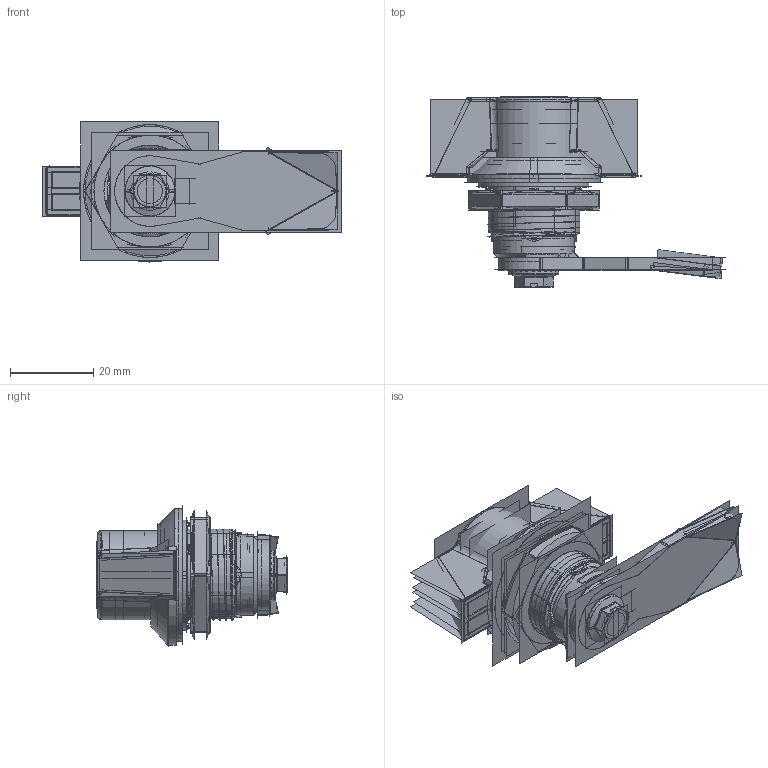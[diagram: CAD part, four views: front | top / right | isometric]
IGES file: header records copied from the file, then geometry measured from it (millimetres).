
Start section:  PTC IGES file: MS748-3.igs
Global section: file name: MS748-3.igs; native system: Pro/ENGINEER by Parametric Technology Corporation; preprocessor: 2009060; author: Administrator; organization: Unknown; date: 20150409.092752; units: millimetre
Bounding box: 71.86 x 45.95 x 33.73 mm (x, y, z)
Surface area: 115288.9 mm2 (no closed solid volume)
Topology: 0 solids, 0 shells, 2254 faces, 31123 edges, 40574 vertices
Faces by surface type: bspline 1354, revolution 900
